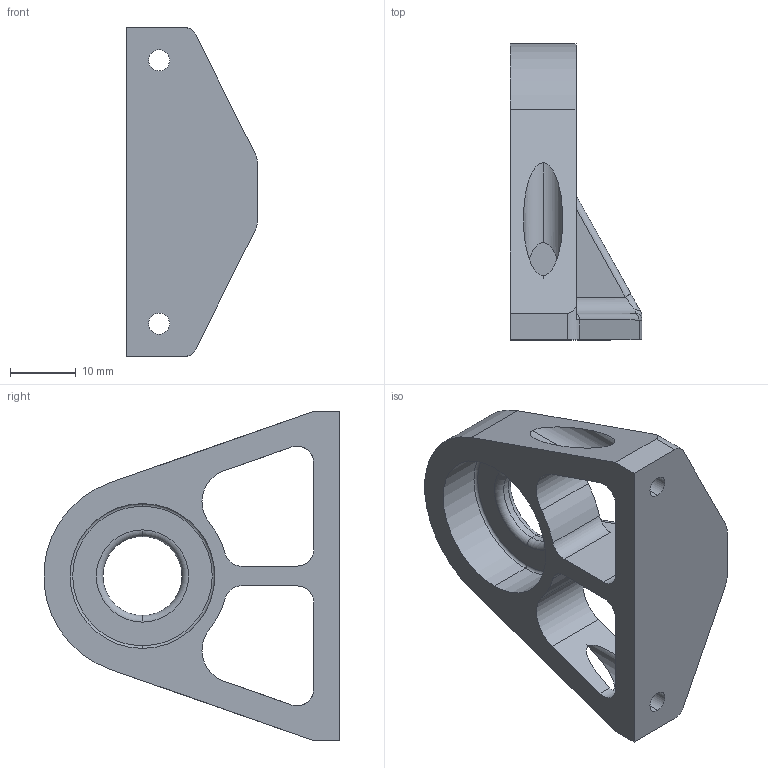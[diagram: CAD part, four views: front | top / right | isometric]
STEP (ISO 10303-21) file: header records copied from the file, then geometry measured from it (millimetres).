
FILE_DESCRIPTION (( 'STEP AP214' ), '1' );
FILE_NAME ('axle_holder_v01.STEP', '2023-12-15T22:29:35', ( '' ), ( '' ), 'SwSTEP 2.0', 'SolidWorks 2023', '' );
FILE_SCHEMA (( 'AUTOMOTIVE_DESIGN' ));
Length unit declared in the file: millimetre
Products named in the file (1): axle_holder_v01
Bounding box: 20 x 44.95 x 50 mm (x, y, z)
Volume: 8945.6 mm3; surface area: 6297.6 mm2
Topology: 1 solids, 1 shells, 67 faces, 188 edges, 120 vertices
Faces by surface type: cylinder 35, plane 18, torus 12, bspline 2
Entity records: 2351 total; most frequent: CARTESIAN_POINT 588, ORIENTED_EDGE 376, DIRECTION 368, EDGE_CURVE 188, AXIS2_PLACEMENT_3D 142, VERTEX_POINT 120, VECTOR 84, LINE 84
